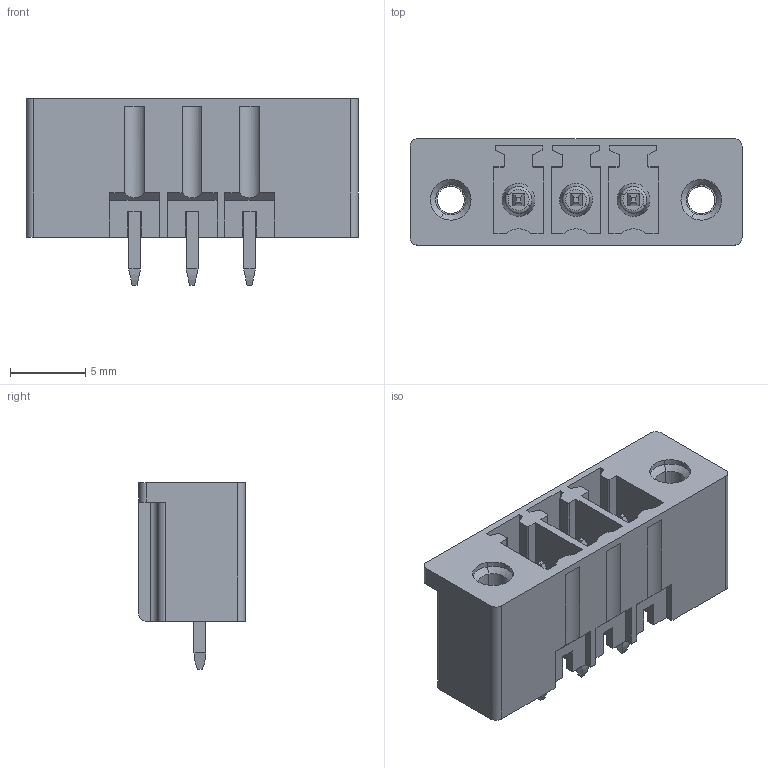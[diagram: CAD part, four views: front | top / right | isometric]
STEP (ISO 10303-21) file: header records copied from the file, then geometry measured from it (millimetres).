
FILE_DESCRIPTION(('CATIA V5 STEP Exchange','CAx-IF Rec.Pracs.--- Model Styling and Organization---1.2---2011-12-15'),'2;1');
FILE_NAME ('D1456275_0', '2018-09-29T06:28:17+00:00', ('none'), ('Weidmueller'), 'CATIA Version 5-6 Release 2014', 'CATIA V5 STEP AP214', 'none');
FILE_SCHEMA(('AUTOMOTIVE_DESIGN { 1 0 10303 214 1 1 1 1 }'));
Length unit declared in the file: millimetre
Products named in the file (1): 1793710000
Bounding box: 22.02 x 7.05 x 12.4 mm (x, y, z)
Volume: 853.2 mm3; surface area: 1620.6 mm2
Topology: 4 solids, 4 shells, 262 faces, 737 edges, 494 vertices
Faces by surface type: plane 177, cylinder 69, cone 10, torus 6
Entity records: 7989 total; most frequent: CARTESIAN_POINT 1554, ORIENTED_EDGE 1474, DIRECTION 1060, EDGE_CURVE 737, VECTOR 575, LINE 575, VERTEX_POINT 494, AXIS2_PLACEMENT_3D 311
